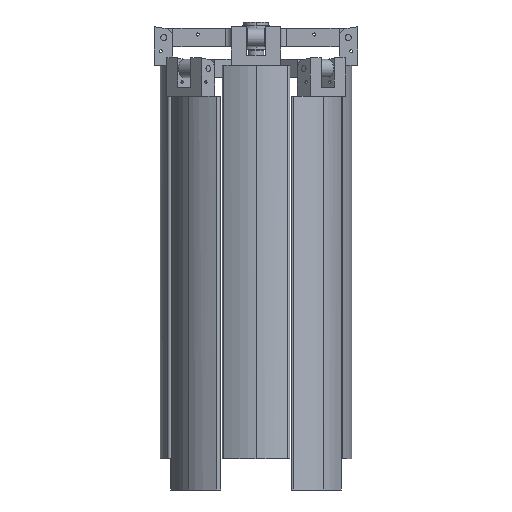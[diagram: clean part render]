
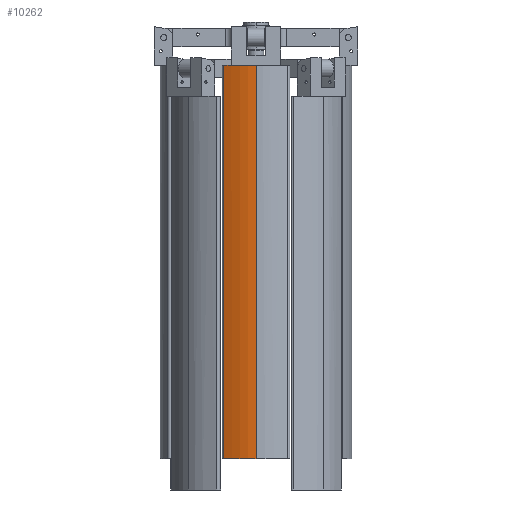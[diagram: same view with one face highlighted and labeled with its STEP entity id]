
A CAD part, left-side view. The second image highlights one B-rep face of the part: STEP entity #10262.
In plain terms, the highlighted face is a extrusion surface.
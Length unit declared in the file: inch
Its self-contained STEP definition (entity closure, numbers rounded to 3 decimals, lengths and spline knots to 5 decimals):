
#9737=DIRECTION('',(0.,1.,0.));
#9738=VECTOR('',#9737,8.);
#9739=CARTESIAN_POINT('',(0.,-4.,-0.10265));
#9740=LINE('',#9739,#9738);
#9745=CARTESIAN_POINT('',(0.5,4.,0.02268));
#9746=CARTESIAN_POINT('',(0.55349,4.,0.04521));
#9747=CARTESIAN_POINT('',(0.60672,4.,0.06938));
#9748=CARTESIAN_POINT('',(0.6598,4.,0.09395));
#9769=CARTESIAN_POINT('',(0.,4.,-0.10265));
#9770=CARTESIAN_POINT('',(0.17087,4.,-0.09967));
#9771=CARTESIAN_POINT('',(0.33662,4.,-0.04614));
#9772=CARTESIAN_POINT('',(0.5,4.,0.02268));
#9774=DIRECTION('',(0.,1.,0.));
#9775=VECTOR('',#9774,8.);
#9776=CARTESIAN_POINT('',(0.6598,-4.,0.09395));
#9777=LINE('',#9776,#9775);
#9783=CARTESIAN_POINT('',(0.,-4.,-0.10265));
#9784=CARTESIAN_POINT('',(0.22681,-4.,-0.0987));
#9785=CARTESIAN_POINT('',(0.44459,-4.,-0.00567));
#9786=CARTESIAN_POINT('',(0.6598,-4.,0.09395));
#9830=CARTESIAN_POINT('',(0.6598,-4.,0.09395));
#9831=VERTEX_POINT('',#9830);
#9834=CARTESIAN_POINT('',(0.6598,4.,0.09395));
#9835=VERTEX_POINT('',#9834);
#9840=CARTESIAN_POINT('',(0.5,4.,0.02268));
#9842=VERTEX_POINT('',#9840);
#9850=VERTEX_POINT('',#9783);
#9854=VERTEX_POINT('',#9769);
#10244=CARTESIAN_POINT('',(-0.00694,-4.,-0.10274));
#10245=CARTESIAN_POINT('',(-0.00462,-4.,-0.10272));
#10246=CARTESIAN_POINT('',(0.2268,-4.,-0.09962));
#10247=CARTESIAN_POINT('',(0.44883,-4.,-0.00384));
#10248=CARTESIAN_POINT('',(0.66609,-4.,0.09687));
#10250=DIRECTION('',(0.,-1.,0.));
#10251=VECTOR('',#10250,1.);
#10252=SURFACE_OF_LINEAR_EXTRUSION('',#10249,#10251);
#10253=ORIENTED_EDGE('',*,*,#10191,.F.);
#10254=ORIENTED_EDGE('',*,*,#10212,.F.);
#10256=ORIENTED_EDGE('',*,*,#10255,.T.);
#10258=ORIENTED_EDGE('',*,*,#10257,.T.);
#10259=ORIENTED_EDGE('',*,*,#10223,.F.);
#10260=EDGE_LOOP('',(#10253,#10254,#10256,#10258,#10259));
#10261=FACE_OUTER_BOUND('',#10260,.F.);
#10262=ADVANCED_FACE('',(#10261),#10252,.T.);
#9749=B_SPLINE_CURVE_WITH_KNOTS('',3,(#9745,#9746,#9747,#9748),.UNSPECIFIED.,
.F.,.F.,(4,4),(0.,1.),.UNSPECIFIED.);
#9773=B_SPLINE_CURVE_WITH_KNOTS('',3,(#9769,#9770,#9771,#9772),.UNSPECIFIED.,
.F.,.F.,(4,4),(0.,1.),.UNSPECIFIED.);
#9787=B_SPLINE_CURVE_WITH_KNOTS('',3,(#9783,#9784,#9785,#9786),.UNSPECIFIED.,
.F.,.F.,(4,4),(0.,1.),.UNSPECIFIED.);
#10191=EDGE_CURVE('',#9854,#9842,#9773,.T.);
#10212=EDGE_CURVE('',#9850,#9854,#9740,.T.);
#10223=EDGE_CURVE('',#9842,#9835,#9749,.T.);
#10249=B_SPLINE_CURVE_WITH_KNOTS('',3,(#10244,#10245,#10246,#10247,#10248),
.UNSPECIFIED.,.F.,.F.,(4,1,4),(0.,0.00999,1.),.UNSPECIFIED.);
#10255=EDGE_CURVE('',#9850,#9831,#9787,.T.);
#10257=EDGE_CURVE('',#9831,#9835,#9777,.T.);
